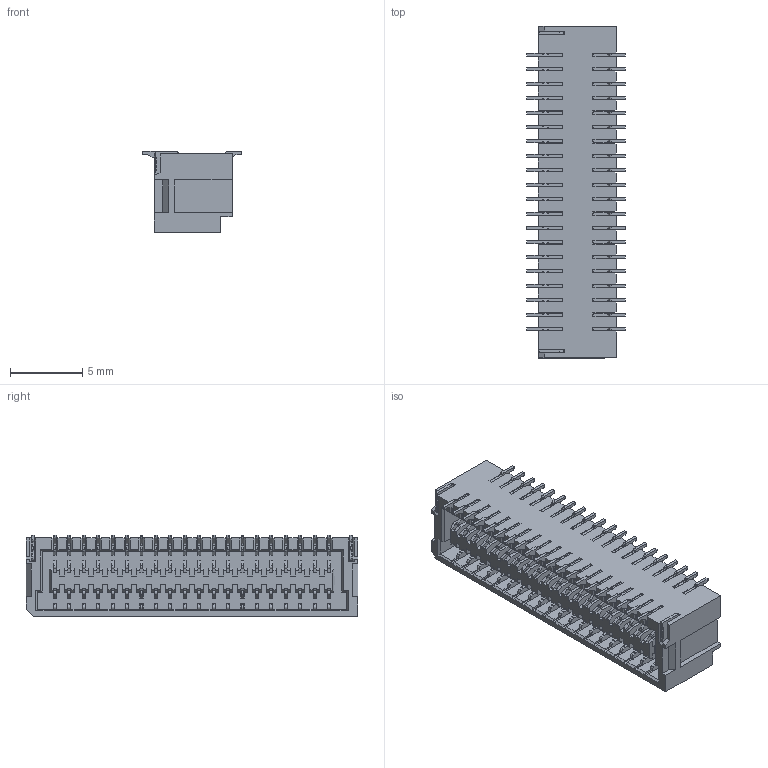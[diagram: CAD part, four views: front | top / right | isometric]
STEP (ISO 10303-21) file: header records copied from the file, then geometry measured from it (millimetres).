
FILE_DESCRIPTION (( 'STEP AP203' ), '1' );
FILE_NAME ('FWF10013-D40B83NAM.STEP', '2025-11-21T03:45:37', ( '' ), ( '' ), 'SwSTEP 2.0', 'SolidWorks 2021', '' );
FILE_SCHEMA (( 'CONFIG_CONTROL_DESIGN' ));
Products named in the file (1): FWF10013-D40B83NAM
Bounding box: 6.86 x 23 x 5.62 mm (x, y, z)
Volume: 449 mm3; surface area: 1982.9 mm2
Topology: 1 solids, 21 shells, 4576 faces, 14215 edges, 9336 vertices
Faces by surface type: plane 3362, bspline 1214
Entity records: 177476 total; most frequent: CARTESIAN_POINT 60464, ORIENTED_EDGE 28430, DIRECTION 18337, EDGE_CURVE 14215, LINE 11611, VECTOR 11611, VERTEX_POINT 9336, EDGE_LOOP 4723
